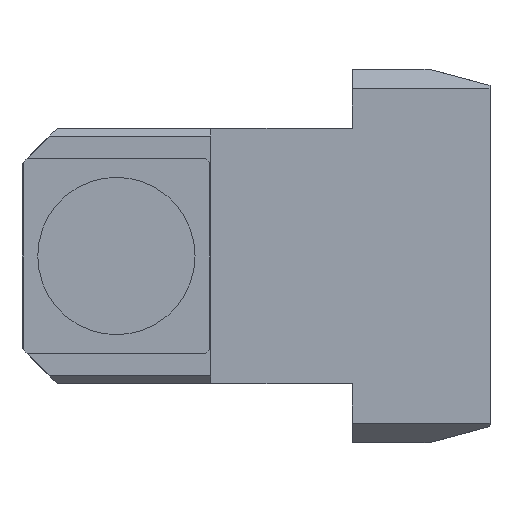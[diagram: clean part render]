
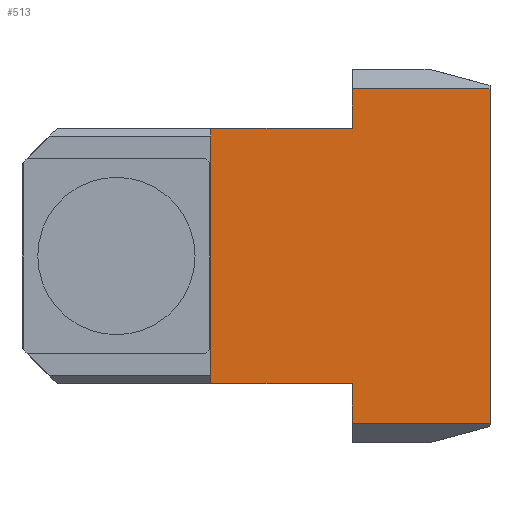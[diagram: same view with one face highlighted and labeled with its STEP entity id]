
A CAD part, left-side view. The second image highlights one B-rep face of the part: STEP entity #513.
In plain terms, the highlighted planar face has unit normal (-1, 0, 0).
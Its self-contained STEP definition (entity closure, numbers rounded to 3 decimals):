
#14 = VERTEX_POINT ( 'NONE', #2416 ) ;
#59 = EDGE_CURVE ( 'NONE', #2821, #1761, #1769, .T. ) ;
#60 = VERTEX_POINT ( 'NONE', #2245 ) ;
#155 = LINE ( 'NONE', #2648, #717 ) ;
#166 = VERTEX_POINT ( 'NONE', #1788 ) ;
#264 = CARTESIAN_POINT ( 'NONE',  ( -65., -5., 42.5 ) ) ;
#308 = LINE ( 'NONE', #2068, #2285 ) ;
#320 = EDGE_CURVE ( 'NONE', #812, #166, #155, .T. ) ;
#327 = ORIENTED_EDGE ( 'NONE', *, *, #59, .T. ) ;
#513 = ADVANCED_FACE ( 'NONE', ( #3260 ), #1002, .F. ) ;
#598 = LINE ( 'NONE', #1561, #878 ) ;
#633 = CARTESIAN_POINT ( 'NONE',  ( -65., 66., -32.5 ) ) ;
#690 = LINE ( 'NONE', #992, #1966 ) ;
#717 = VECTOR ( 'NONE', #1133, 1000. ) ;
#737 = DIRECTION ( 'NONE',  ( 0., 0., -1. ) ) ;
#759 = ORIENTED_EDGE ( 'NONE', *, *, #1206, .T. ) ;
#812 = VERTEX_POINT ( 'NONE', #264 ) ;
#824 = AXIS2_PLACEMENT_3D ( 'NONE', #2720, #2012, #1985 ) ;
#850 = CARTESIAN_POINT ( 'NONE',  ( -65., 66., -32.5 ) ) ;
#878 = VECTOR ( 'NONE', #1845, 1000. ) ;
#992 = CARTESIAN_POINT ( 'NONE',  ( -65., 66., 32.5 ) ) ;
#999 = ORIENTED_EDGE ( 'NONE', *, *, #2200, .T. ) ;
#1002 = PLANE ( 'NONE',  #824 ) ;
#1085 = LINE ( 'NONE', #633, #2350 ) ;
#1114 = DIRECTION ( 'NONE',  ( 0., -1., 0. ) ) ;
#1133 = DIRECTION ( 'NONE',  ( 0., 1., 0. ) ) ;
#1197 = VECTOR ( 'NONE', #737, 1000. ) ;
#1206 = EDGE_CURVE ( 'NONE', #60, #2272, #308, .T. ) ;
#1218 = CARTESIAN_POINT ( 'NONE',  ( -65., 30., 32.5 ) ) ;
#1237 = DIRECTION ( 'NONE',  ( 0., 0., -1. ) ) ;
#1319 = EDGE_LOOP ( 'NONE', ( #2150, #2849, #999, #2583, #327, #1376, #1842, #759 ) ) ;
#1376 = ORIENTED_EDGE ( 'NONE', *, *, #1731, .T. ) ;
#1476 = CARTESIAN_POINT ( 'NONE',  ( -65., 30., 47.5 ) ) ;
#1561 = CARTESIAN_POINT ( 'NONE',  ( -65., 30., 47.5 ) ) ;
#1566 = EDGE_CURVE ( 'NONE', #812, #2272, #3063, .T. ) ;
#1706 = CARTESIAN_POINT ( 'NONE',  ( -65., 66., 32.5 ) ) ;
#1731 = EDGE_CURVE ( 'NONE', #1761, #14, #1085, .T. ) ;
#1756 = DIRECTION ( 'NONE',  ( 0., 1., 0. ) ) ;
#1761 = VERTEX_POINT ( 'NONE', #850 ) ;
#1769 = LINE ( 'NONE', #3032, #1783 ) ;
#1783 = VECTOR ( 'NONE', #1237, 1000. ) ;
#1788 = CARTESIAN_POINT ( 'NONE',  ( -65., 30., 42.5 ) ) ;
#1842 = ORIENTED_EDGE ( 'NONE', *, *, #2746, .T. ) ;
#1845 = DIRECTION ( 'NONE',  ( 0., 0., -1. ) ) ;
#1861 = VERTEX_POINT ( 'NONE', #1218 ) ;
#1942 = DIRECTION ( 'NONE',  ( 0., 0., -1. ) ) ;
#1966 = VECTOR ( 'NONE', #1756, 1000. ) ;
#1985 = DIRECTION ( 'NONE',  ( 0., 1., 0. ) ) ;
#1991 = LINE ( 'NONE', #1476, #2016 ) ;
#2003 = CARTESIAN_POINT ( 'NONE',  ( -65., -5., 47.5 ) ) ;
#2012 = DIRECTION ( 'NONE',  ( 1., 0., 0. ) ) ;
#2016 = VECTOR ( 'NONE', #1942, 1000. ) ;
#2068 = CARTESIAN_POINT ( 'NONE',  ( -65., 10.5, -42.5 ) ) ;
#2150 = ORIENTED_EDGE ( 'NONE', *, *, #1566, .F. ) ;
#2200 = EDGE_CURVE ( 'NONE', #166, #1861, #598, .T. ) ;
#2245 = CARTESIAN_POINT ( 'NONE',  ( -65., 30., -42.5 ) ) ;
#2272 = VERTEX_POINT ( 'NONE', #3254 ) ;
#2285 = VECTOR ( 'NONE', #2298, 1000. ) ;
#2298 = DIRECTION ( 'NONE',  ( 0., -1., 0. ) ) ;
#2350 = VECTOR ( 'NONE', #1114, 1000. ) ;
#2416 = CARTESIAN_POINT ( 'NONE',  ( -65., 30., -32.5 ) ) ;
#2583 = ORIENTED_EDGE ( 'NONE', *, *, #2803, .T. ) ;
#2648 = CARTESIAN_POINT ( 'NONE',  ( -65., 66., 42.5 ) ) ;
#2720 = CARTESIAN_POINT ( 'NONE',  ( -65., 66., 47.5 ) ) ;
#2746 = EDGE_CURVE ( 'NONE', #14, #60, #1991, .T. ) ;
#2803 = EDGE_CURVE ( 'NONE', #1861, #2821, #690, .T. ) ;
#2821 = VERTEX_POINT ( 'NONE', #1706 ) ;
#2849 = ORIENTED_EDGE ( 'NONE', *, *, #320, .T. ) ;
#3032 = CARTESIAN_POINT ( 'NONE',  ( -65., 66., 47.5 ) ) ;
#3063 = LINE ( 'NONE', #2003, #1197 ) ;
#3254 = CARTESIAN_POINT ( 'NONE',  ( -65., -5., -42.5 ) ) ;
#3260 = FACE_OUTER_BOUND ( 'NONE', #1319, .T. ) ;
